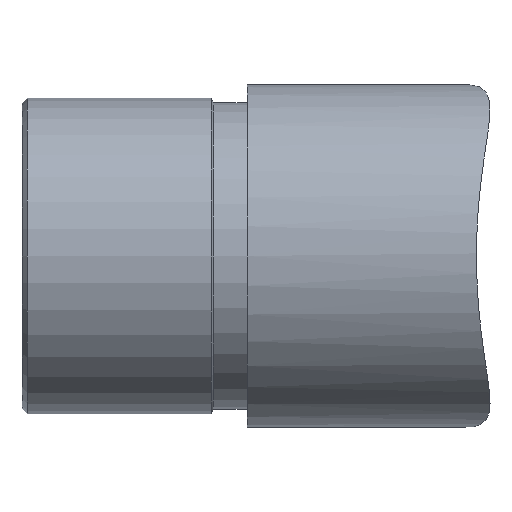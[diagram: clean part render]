
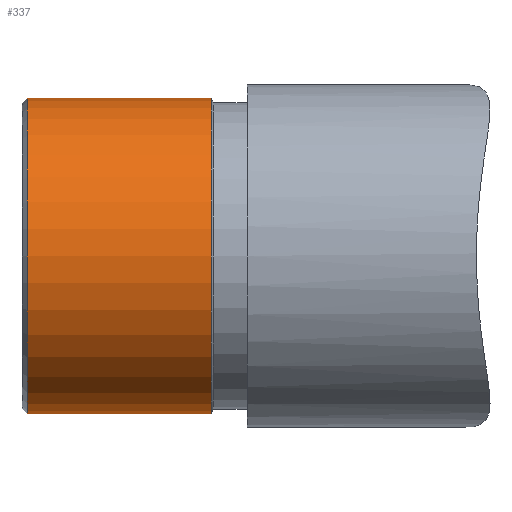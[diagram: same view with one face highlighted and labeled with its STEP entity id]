
A CAD part, front view. The second image highlights one B-rep face of the part: STEP entity #337.
In plain terms, the highlighted cylindrical face has radius 17.5 mm (diameter 35 mm), a full revolution.
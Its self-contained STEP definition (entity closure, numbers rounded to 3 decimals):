
#337=ADVANCED_FACE('',(#616,#618),#620,.T.);
#616=FACE_OUTER_BOUND('',#617,.T.);
#617=EDGE_LOOP('',(#834));
#618=FACE_OUTER_BOUND('',#619,.T.);
#619=EDGE_LOOP('',(#835));
#620=CYLINDRICAL_SURFACE('',#621,17.5);
#621=AXIS2_PLACEMENT_3D('',#622,#623,#624);
#622=CARTESIAN_POINT('',(0.6,0.,0.));
#623=DIRECTION('',(1.,0.,0.));
#624=DIRECTION('',(0.,1.,0.));
#834=ORIENTED_EDGE('',*,*,#934,.F.);
#835=ORIENTED_EDGE('',*,*,#932,.T.);
#932=EDGE_CURVE('',#1087,#1087,#1088,.T.);
#934=EDGE_CURVE('',#1091,#1091,#1092,.T.);
#1087=VERTEX_POINT('',#2987);
#1088=CIRCLE('',#2988,17.5);
#1091=VERTEX_POINT('',#2997);
#1092=CIRCLE('',#2998,17.5);
#2987=CARTESIAN_POINT('',(0.6,17.5,0.));
#2988=AXIS2_PLACEMENT_3D('',#2989,#2990,#2991);
#2989=CARTESIAN_POINT('',(0.6,0.,0.));
#2990=DIRECTION('',(1.,0.,0.));
#2991=DIRECTION('',(0.,1.,0.));
#2997=CARTESIAN_POINT('',(21.,17.5,0.));
#2998=AXIS2_PLACEMENT_3D('',#2999,#3000,#3001);
#2999=CARTESIAN_POINT('',(21.,0.,0.));
#3000=DIRECTION('',(1.,0.,0.));
#3001=DIRECTION('',(0.,1.,0.));
